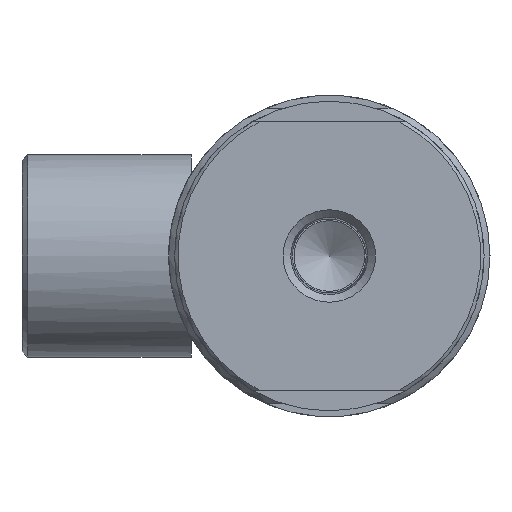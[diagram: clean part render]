
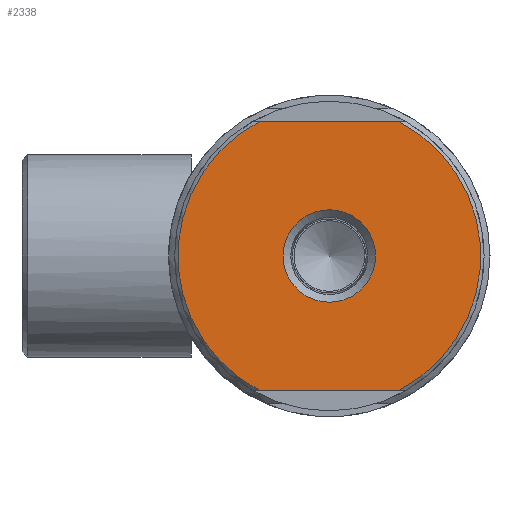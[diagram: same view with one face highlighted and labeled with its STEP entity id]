
A CAD part, left-side view. The second image highlights one B-rep face of the part: STEP entity #2338.
In plain terms, the highlighted planar face has unit normal (-1, 0, 0).
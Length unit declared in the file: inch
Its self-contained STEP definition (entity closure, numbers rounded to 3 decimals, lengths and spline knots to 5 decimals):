
#213=LINE('',#4055,#345);
#217=LINE('',#4074,#349);
#345=VECTOR('',#3158,0.62253);
#349=VECTOR('',#3168,0.62253);
#413=PLANE('',#2595);
#474=FACE_BOUND('',#774,.T.);
#608=FACE_OUTER_BOUND('',#773,.T.);
#773=EDGE_LOOP('',(#2133,#2134,#2135,#2136));
#774=EDGE_LOOP('',(#2137));
#902=CIRCLE('',#2550,0.205);
#911=CIRCLE('',#2568,0.6715);
#924=CIRCLE('',#2596,0.6715);
#1131=VERTEX_POINT('',#4031);
#1138=VERTEX_POINT('',#4050);
#1139=VERTEX_POINT('',#4054);
#1144=VERTEX_POINT('',#4069);
#1145=VERTEX_POINT('',#4073);
#1452=EDGE_CURVE('',#1131,#1131,#902,.T.);
#1460=EDGE_CURVE('',#1139,#1138,#213,.T.);
#1467=EDGE_CURVE('',#1145,#1144,#217,.T.);
#1473=EDGE_CURVE('',#1139,#1144,#911,.T.);
#1486=EDGE_CURVE('',#1145,#1138,#924,.T.);
#2133=ORIENTED_EDGE('',*,*,#1460,.T.);
#2134=ORIENTED_EDGE('',*,*,#1486,.F.);
#2135=ORIENTED_EDGE('',*,*,#1467,.T.);
#2136=ORIENTED_EDGE('',*,*,#1473,.F.);
#2137=ORIENTED_EDGE('',*,*,#1452,.T.);
#2338=ADVANCED_FACE('',(#608,#474),#413,.T.);
#2550=AXIS2_PLACEMENT_3D('',#4032,#3136,#3137);
#2568=AXIS2_PLACEMENT_3D('',#4086,#3180,#3181);
#2595=AXIS2_PLACEMENT_3D('',#4120,#3234,#3235);
#2596=AXIS2_PLACEMENT_3D('',#4121,#3236,#3237);
#3136=DIRECTION('center_axis',(1.,0.,0.));
#3137=DIRECTION('ref_axis',(0.,-1.,0.));
#3158=DIRECTION('',(0.,-1.,0.));
#3168=DIRECTION('',(0.,1.,0.));
#3180=DIRECTION('center_axis',(1.,0.,0.));
#3181=DIRECTION('ref_axis',(0.,1.,0.));
#3234=DIRECTION('center_axis',(-1.,0.,0.));
#3235=DIRECTION('ref_axis',(0.,0.,1.));
#3236=DIRECTION('center_axis',(1.,0.,0.));
#3237=DIRECTION('ref_axis',(0.,1.,0.));
#4031=CARTESIAN_POINT('',(0.,-0.205,0.));
#4032=CARTESIAN_POINT('Origin',(0.,0.,
0.));
#4050=CARTESIAN_POINT('',(0.,-0.31127,-0.595));
#4054=CARTESIAN_POINT('',(0.,0.31127,-0.595));
#4055=CARTESIAN_POINT('',(0.,-0.03746,-0.595));
#4069=CARTESIAN_POINT('',(0.,0.31127,0.595));
#4073=CARTESIAN_POINT('',(0.,-0.31127,0.595));
#4074=CARTESIAN_POINT('',(0.,0.40101,0.595));
#4086=CARTESIAN_POINT('Origin',(0.,0.,0.));
#4120=CARTESIAN_POINT('Origin',(0.,0.33575,0.));
#4121=CARTESIAN_POINT('Origin',(0.,0.,0.));
